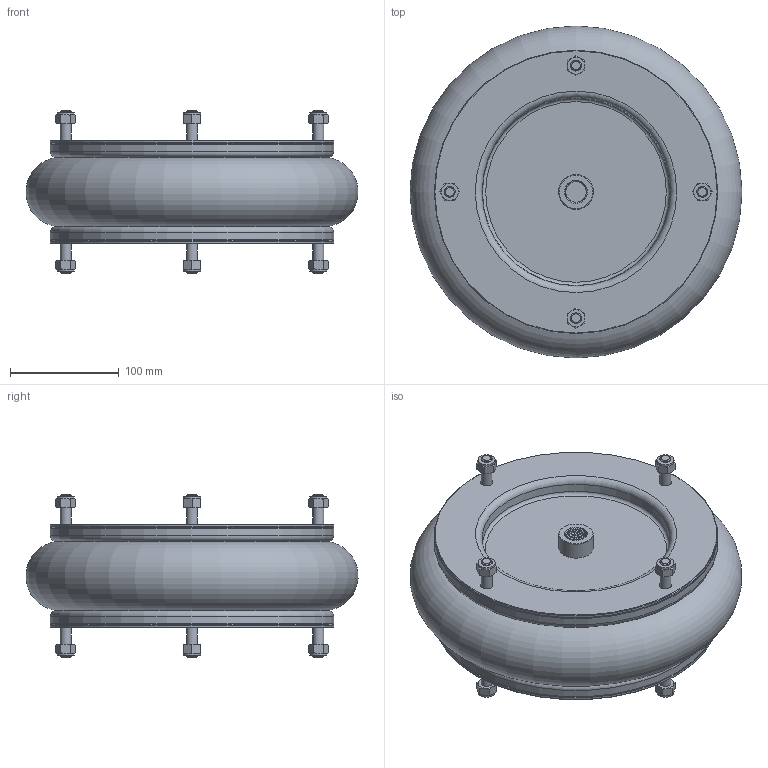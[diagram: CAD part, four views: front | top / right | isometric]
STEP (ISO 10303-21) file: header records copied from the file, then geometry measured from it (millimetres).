
FILE_DESCRIPTION(/* description */ (''),/* implementation_level */ '2;1');
FILE_NAME(/* name */ '6W-12x1-01.stp',/* time_stamp */ '2021-06-11T11:55:52+02:00',/* author */ (''),/* organization */ (''),/* preprocessor_version */ 'ST-DEVELOPER v18.1',/* originating_system */ 'SIEMENS PLM Software NX 1965',/* authorisation */ '');
FILE_SCHEMA (('AP203_CONFIGURATION_CONTROLLED_3D_DESIGN_OF_MECHANICAL_PARTS_AND_ASSEMBLIES_MIM_LF { 1 0 10303 403 2 1 2}'));
Length unit declared in the file: millimetre
Products named in the file (1): hoff22E056A3j77o
Bounding box: 304.69 x 304.69 x 149.6 mm (x, y, z)
Volume: 1281291.4 mm3; surface area: 732951.9 mm2
Topology: 22 solids, 22 shells, 341 faces, 675 edges, 399 vertices
Faces by surface type: cone 145, plane 113, cylinder 51, torus 30, bspline 2
Full cylindrical faces by diameter (mm): 8.782 x8, 9 x8, 10 x8, 11.5 x8, 27 x2, 32 x1, 185.7 x4, 191.7 x2, 213.3 x2, 254 x2, 260 x4
Entity records: 10061 total; most frequent: CARTESIAN_POINT 3568, DIRECTION 1294, ORIENTED_EDGE 1062, AXIS2_PLACEMENT_3D 623, EDGE_CURVE 531, EDGE_LOOP 530, VERTEX_POINT 381, FACE_BOUND 362
